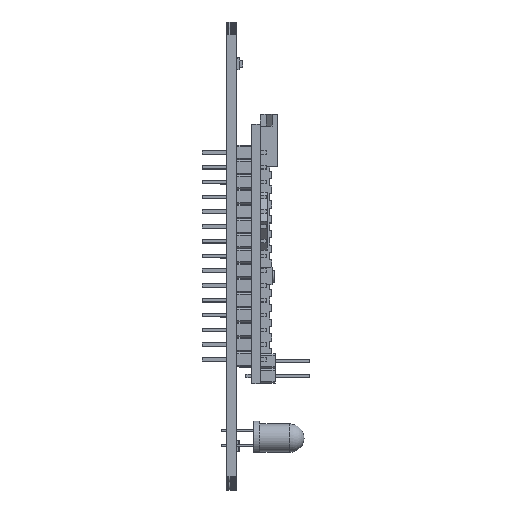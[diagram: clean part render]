
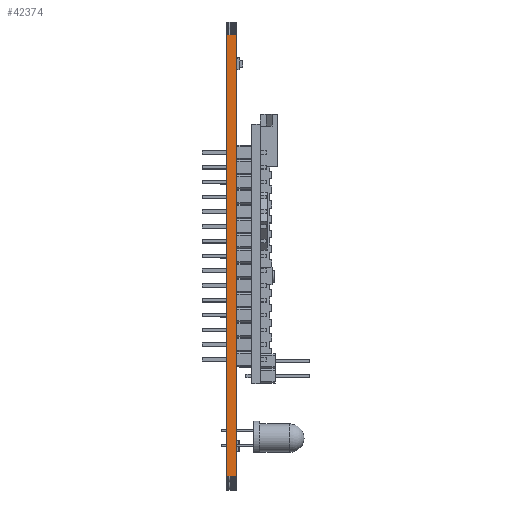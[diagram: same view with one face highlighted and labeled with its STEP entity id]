
A CAD part, top view. The second image highlights one B-rep face of the part: STEP entity #42374.
In plain terms, the highlighted face is planar.
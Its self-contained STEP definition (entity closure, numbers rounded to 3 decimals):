
#1643=FACE_OUTER_BOUND('',#4093,.T.);
#4093=EDGE_LOOP('',(#31187,#31188,#31189,#31190));
#7750=LINE('',#61548,#13342);
#7761=LINE('',#61842,#13353);
#7966=LINE('',#62523,#13558);
#7968=LINE('',#62527,#13560);
#13342=VECTOR('',#50213,1.);
#13353=VECTOR('',#50498,1.);
#13558=VECTOR('',#50995,1.);
#13560=VECTOR('',#51001,1.);
#18218=VERTEX_POINT('',#61545);
#18219=VERTEX_POINT('',#61547);
#18364=VERTEX_POINT('',#61839);
#18365=VERTEX_POINT('',#61841);
#22814=EDGE_CURVE('',#18219,#18218,#7750,.T.);
#22961=EDGE_CURVE('',#18364,#18365,#7761,.T.);
#23302=EDGE_CURVE('',#18219,#18364,#7966,.T.);
#23304=EDGE_CURVE('',#18218,#18365,#7968,.T.);
#31187=ORIENTED_EDGE('',*,*,#23302,.F.);
#31188=ORIENTED_EDGE('',*,*,#22814,.T.);
#31189=ORIENTED_EDGE('',*,*,#23304,.T.);
#31190=ORIENTED_EDGE('',*,*,#22961,.F.);
#39239=PLANE('',#45001);
#42374=ADVANCED_FACE('',(#1643),#39239,.F.);
#45001=AXIS2_PLACEMENT_3D('',#62526,#50999,#51000);
#50213=DIRECTION('',(-1.,0.,0.));
#50498=DIRECTION('',(-1.,0.,0.));
#50995=DIRECTION('',(0.,0.,1.));
#50999=DIRECTION('center_axis',(0.,-1.,0.));
#51000=DIRECTION('ref_axis',(-1.,0.,0.));
#51001=DIRECTION('',(0.,0.,1.));
#61545=CARTESIAN_POINT('',(-37.921,24.995,0.));
#61547=CARTESIAN_POINT('',(37.902,24.995,0.));
#61548=CARTESIAN_POINT('',(37.902,24.995,0.));
#61839=CARTESIAN_POINT('',(37.902,24.995,1.6));
#61841=CARTESIAN_POINT('',(-37.921,24.995,1.6));
#61842=CARTESIAN_POINT('',(37.902,24.995,1.6));
#62523=CARTESIAN_POINT('',(37.902,24.995,0.));
#62526=CARTESIAN_POINT('Origin',(37.902,24.995,0.));
#62527=CARTESIAN_POINT('',(-37.921,24.995,0.));
